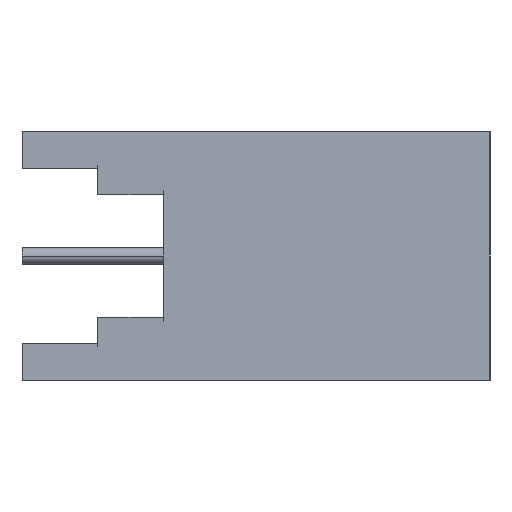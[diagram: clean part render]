
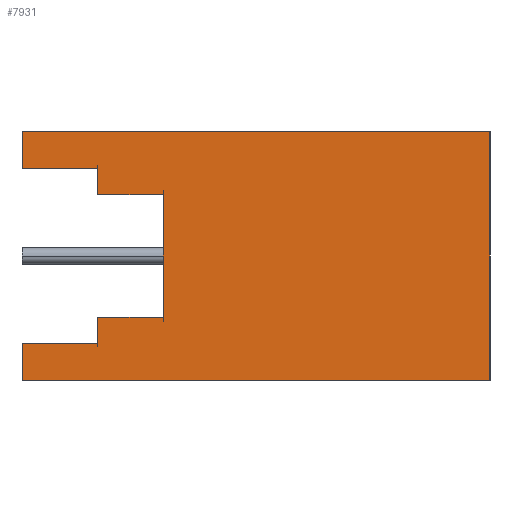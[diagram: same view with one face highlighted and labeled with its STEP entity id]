
A CAD part, left-side view. The second image highlights one B-rep face of the part: STEP entity #7931.
In plain terms, the highlighted planar face has unit normal (-1, 0, 0).
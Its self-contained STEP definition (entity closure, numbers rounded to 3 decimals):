
#15=DIRECTION('',(0.,0.,-1.));
#16=VECTOR('',#15,4.702);
#17=CARTESIAN_POINT('',(-9.5,7.,2.351));
#18=LINE('',#17,#16);
#183=DIRECTION('',(0.,0.,1.));
#184=VECTOR('',#183,0.977);
#185=CARTESIAN_POINT('',(-9.5,9.5,-3.328));
#186=LINE('',#185,#184);
#187=DIRECTION('',(0.,1.,0.));
#188=VECTOR('',#187,2.9);
#189=CARTESIAN_POINT('',(-9.5,9.5,-3.328));
#190=LINE('',#189,#188);
#191=DIRECTION('',(0.,1.,0.));
#192=VECTOR('',#191,17.9);
#193=CARTESIAN_POINT('',(-9.5,-5.5,-4.75));
#194=LINE('',#193,#192);
#195=DIRECTION('',(0.,1.,0.));
#196=VECTOR('',#195,2.5);
#197=CARTESIAN_POINT('',(-9.5,7.,2.351));
#198=LINE('',#197,#196);
#199=DIRECTION('',(0.,1.,0.));
#200=VECTOR('',#199,2.9);
#201=CARTESIAN_POINT('',(-9.5,9.5,3.328));
#202=LINE('',#201,#200);
#203=DIRECTION('',(0.,-1.,0.));
#204=VECTOR('',#203,17.9);
#205=CARTESIAN_POINT('',(-9.5,12.4,4.75));
#206=LINE('',#205,#204);
#207=DIRECTION('',(0.,0.,1.));
#208=VECTOR('',#207,1.422);
#209=CARTESIAN_POINT('',(-9.5,12.4,-4.75));
#210=LINE('',#209,#208);
#220=DIRECTION('',(0.,1.,0.));
#221=VECTOR('',#220,2.5);
#222=CARTESIAN_POINT('',(-9.5,7.,-2.351));
#223=LINE('',#222,#221);
#244=DIRECTION('',(0.,0.,1.));
#245=VECTOR('',#244,1.422);
#246=CARTESIAN_POINT('',(-9.5,12.4,3.328));
#247=LINE('',#246,#245);
#262=DIRECTION('',(0.,0.,1.));
#263=VECTOR('',#262,0.977);
#264=CARTESIAN_POINT('',(-9.5,9.5,2.351));
#265=LINE('',#264,#263);
#322=DIRECTION('',(0.,0.,-1.));
#323=VECTOR('',#322,9.5);
#324=CARTESIAN_POINT('',(-9.5,-5.5,4.75));
#325=LINE('',#324,#323);
#7303=CARTESIAN_POINT('',(-9.5,-5.5,4.75));
#7305=VERTEX_POINT('',#7303);
#7306=CARTESIAN_POINT('',(-9.5,-5.5,-4.75));
#7307=VERTEX_POINT('',#7306);
#7315=CARTESIAN_POINT('',(-9.5,9.5,2.351));
#7317=VERTEX_POINT('',#7315);
#7322=CARTESIAN_POINT('',(-9.5,9.5,-2.351));
#7324=VERTEX_POINT('',#7322);
#7330=CARTESIAN_POINT('',(-9.5,7.,2.351));
#7332=VERTEX_POINT('',#7330);
#7339=CARTESIAN_POINT('',(-9.5,7.,-2.351));
#7341=VERTEX_POINT('',#7339);
#7354=CARTESIAN_POINT('',(-9.5,12.4,4.75));
#7356=VERTEX_POINT('',#7354);
#7358=CARTESIAN_POINT('',(-9.5,12.4,3.328));
#7359=VERTEX_POINT('',#7358);
#7360=CARTESIAN_POINT('',(-9.5,12.4,-4.75));
#7361=CARTESIAN_POINT('',(-9.5,12.4,-3.328));
#7362=VERTEX_POINT('',#7360);
#7363=VERTEX_POINT('',#7361);
#7374=CARTESIAN_POINT('',(-9.5,9.5,3.328));
#7376=VERTEX_POINT('',#7374);
#7379=CARTESIAN_POINT('',(-9.5,9.5,-3.328));
#7381=VERTEX_POINT('',#7379);
#7904=CARTESIAN_POINT('',(-9.5,7.,4.75));
#7905=DIRECTION('',(-1.,0.,0.));
#7906=DIRECTION('',(0.,0.,-1.));
#7907=AXIS2_PLACEMENT_3D('',#7904,#7905,#7906);
#7908=PLANE('',#7907);
#7909=ORIENTED_EDGE('',*,*,#7858,.T.);
#7911=ORIENTED_EDGE('',*,*,#7910,.T.);
#7912=ORIENTED_EDGE('',*,*,#7896,.F.);
#7913=ORIENTED_EDGE('',*,*,#7885,.T.);
#7915=ORIENTED_EDGE('',*,*,#7914,.F.);
#7916=ORIENTED_EDGE('',*,*,#7744,.F.);
#7918=ORIENTED_EDGE('',*,*,#7917,.T.);
#7920=ORIENTED_EDGE('',*,*,#7919,.T.);
#7922=ORIENTED_EDGE('',*,*,#7921,.T.);
#7924=ORIENTED_EDGE('',*,*,#7923,.T.);
#7926=ORIENTED_EDGE('',*,*,#7925,.T.);
#7928=ORIENTED_EDGE('',*,*,#7927,.T.);
#7929=EDGE_LOOP('',(#7909,#7911,#7912,#7913,#7915,#7916,#7918,#7920,#7922,#7924,
#7926,#7928));
#7930=FACE_OUTER_BOUND('',#7929,.F.);
#7931=ADVANCED_FACE('',(#7930),#7908,.T.);
#7744=EDGE_CURVE('',#7332,#7341,#18,.T.);
#7858=EDGE_CURVE('',#7307,#7362,#194,.T.);
#7885=EDGE_CURVE('',#7381,#7324,#186,.T.);
#7896=EDGE_CURVE('',#7381,#7363,#190,.T.);
#7910=EDGE_CURVE('',#7362,#7363,#210,.T.);
#7914=EDGE_CURVE('',#7341,#7324,#223,.T.);
#7917=EDGE_CURVE('',#7332,#7317,#198,.T.);
#7919=EDGE_CURVE('',#7317,#7376,#265,.T.);
#7921=EDGE_CURVE('',#7376,#7359,#202,.T.);
#7923=EDGE_CURVE('',#7359,#7356,#247,.T.);
#7925=EDGE_CURVE('',#7356,#7305,#206,.T.);
#7927=EDGE_CURVE('',#7305,#7307,#325,.T.);
